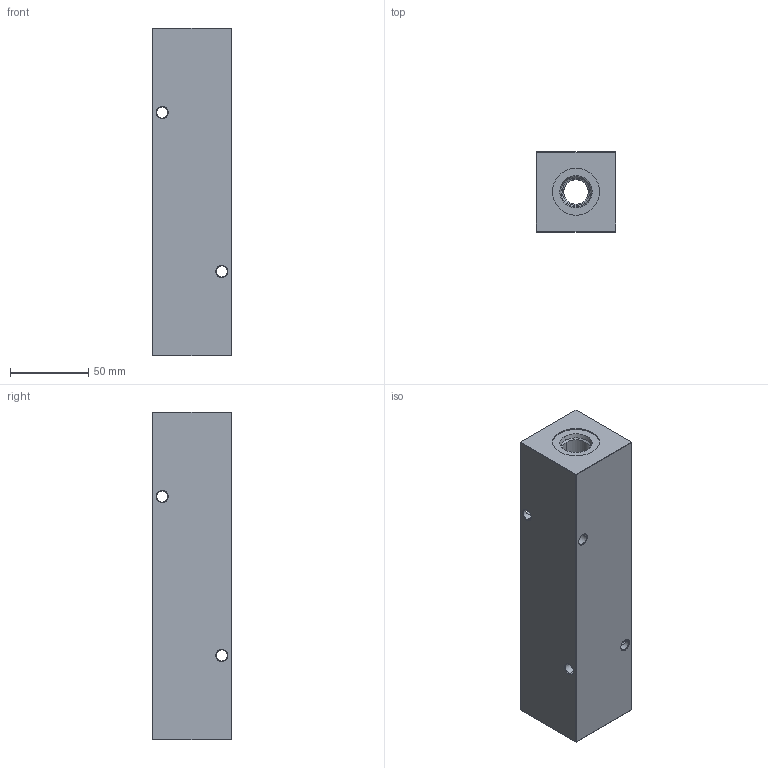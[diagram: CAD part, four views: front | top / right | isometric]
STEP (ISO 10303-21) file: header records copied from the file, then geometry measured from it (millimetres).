
FILE_DESCRIPTION (( 'STEP AP203' ), '1' );
FILE_NAME ('HM-4-0-S-8-4.STEP', '2020-09-30T20:24:35', ( '' ), ( '' ), 'SwSTEP 2.0', 'SolidWorks 2019', '' );
FILE_SCHEMA (( 'CONFIG_CONTROL_DESIGN' ));
Length unit declared in the file: inch
Products named in the file (1): HM-4-0-S-8-4
Bounding box: 50.8 x 50.8 x 209.55 mm (x, y, z)
Volume: 482462.4 mm3; surface area: 63379.5 mm2
Topology: 1 solids, 1 shells, 531 faces, 1360 edges, 874 vertices
Faces by surface type: plane 244, bspline 185, cone 52, cylinder 50
Entity records: 24989 total; most frequent: CARTESIAN_POINT 13255, ORIENTED_EDGE 2720, DIRECTION 1786, EDGE_CURVE 1360, VERTEX_POINT 874, LINE 840, VECTOR 840, EDGE_LOOP 596
